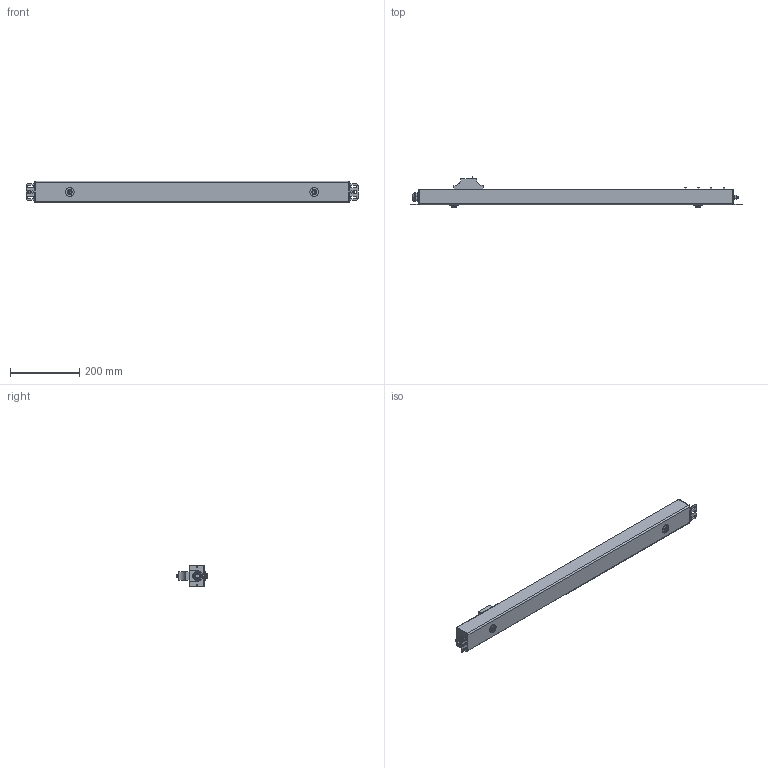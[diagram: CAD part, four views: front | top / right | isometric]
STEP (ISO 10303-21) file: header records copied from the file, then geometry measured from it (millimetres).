
FILE_DESCRIPTION((''),'2;1');
FILE_NAME('7-BS-PV12-12D-04C13-11_ASM','2023-01-29T',('ROG TT'),(''),'PRO/ENGINEER BY PARAMETRIC TECHNOLOGY CORPORATION, 2001280','PRO/ENGINEER BY PARAMETRIC TECHNOLOGY CORPORATION, 2001280','');
FILE_SCHEMA(('CONFIG_CONTROL_DESIGN'));
Length unit declared in the file: millimetre
Products named in the file (7): 7-BS-PV12-12D-04C13-11; M6_LUOMAO; PG11_SUOTOU1; GUOER_HULU; GER_E; PG25_GUAER_1; 7-BS-PV12-12D-04C13-11_ASM
Assembly tree (20 placements, depth 2):
  7-BS-PV12-12D-04C13-11_ASM
    7-BS-PV12-12D-04C13-11
    M6_LUOMAO  x2
    PG11_SUOTOU1
    GUOER_HULU  x2
    GER_E  x12
    PG25_GUAER_1  x2
Bounding box: 960 x 86.9 x 62.5 mm (x, y, z)
Volume: 2333221.2 mm3; surface area: 297033.4 mm2
Topology: 20 solids, 20 shells, 1657 faces, 4252 edges, 2720 vertices
Faces by surface type: plane 876, cylinder 496, bspline 167, cone 66, torus 52
Entity records: 37815 total; most frequent: CARTESIAN_POINT 11456, ORIENTED_EDGE 5536, DIRECTION 5302, EDGE_CURVE 2768, VECTOR 1870, LINE 1870, VERTEX_POINT 1824, AXIS2_PLACEMENT_3D 1716
